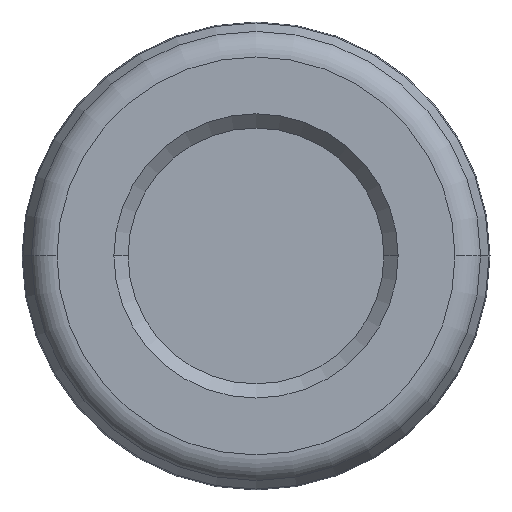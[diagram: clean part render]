
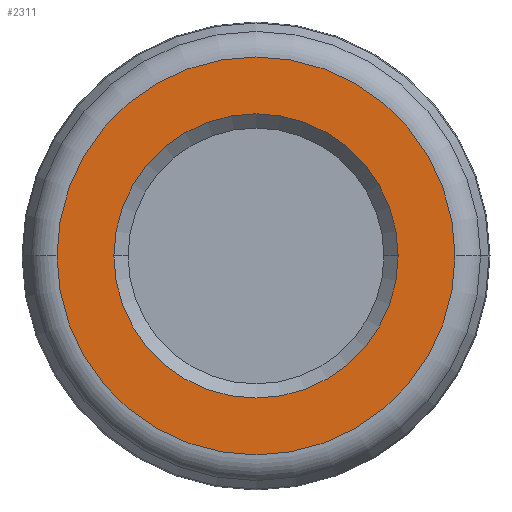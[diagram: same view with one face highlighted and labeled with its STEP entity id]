
A CAD part, top view. The second image highlights one B-rep face of the part: STEP entity #2311.
In plain terms, the highlighted planar face has unit normal (0, 0, 1).
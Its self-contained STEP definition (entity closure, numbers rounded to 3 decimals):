
#15=CARTESIAN_POINT('',(0.,0.,
11.72));
#16=DIRECTION('',(0.,0.,-1.));
#17=DIRECTION('',(0.,-1.,0.));
#18=AXIS2_PLACEMENT_3D('',#15,#16,#17);
#20=CARTESIAN_POINT('',(0.,0.,
11.72));
#21=DIRECTION('',(0.,0.,-1.));
#22=DIRECTION('',(-1.,0.,0.));
#23=AXIS2_PLACEMENT_3D('',#20,#21,#22);
#25=CARTESIAN_POINT('',(0.,0.,
11.72));
#26=DIRECTION('',(0.,0.,-1.));
#27=DIRECTION('',(1.,0.,0.));
#28=AXIS2_PLACEMENT_3D('',#25,#26,#27);
#30=CARTESIAN_POINT('',(0.,0.,
11.72));
#31=DIRECTION('',(0.,0.,1.));
#32=DIRECTION('',(-1.,0.,0.));
#33=AXIS2_PLACEMENT_3D('',#30,#31,#32);
#35=CARTESIAN_POINT('',(0.,0.,
11.72));
#36=DIRECTION('',(0.,0.,1.));
#37=DIRECTION('',(1.,0.,0.));
#38=AXIS2_PLACEMENT_3D('',#35,#36,#37);
#2097=CARTESIAN_POINT('',(-21.,0.,
11.72));
#2098=CARTESIAN_POINT('',(21.,0.,
11.72));
#2099=VERTEX_POINT('',#2097);
#2100=VERTEX_POINT('',#2098);
#2101=CARTESIAN_POINT('',(0.,-21.,
11.72));
#2102=VERTEX_POINT('',#2101);
#2103=CARTESIAN_POINT('',(-15.,0.,
11.72));
#2104=CARTESIAN_POINT('',(15.,0.,
11.72));
#2105=VERTEX_POINT('',#2103);
#2106=VERTEX_POINT('',#2104);
#2293=CARTESIAN_POINT('',(0.,0.,11.72));
#2294=DIRECTION('',(0.,0.,1.));
#2295=DIRECTION('',(1.,0.,0.));
#2296=AXIS2_PLACEMENT_3D('',#2293,#2294,#2295);
#2297=PLANE('',#2296);
#2299=ORIENTED_EDGE('',*,*,#2298,.T.);
#2300=ORIENTED_EDGE('',*,*,#2283,.T.);
#2302=ORIENTED_EDGE('',*,*,#2301,.T.);
#2303=EDGE_LOOP('',(#2299,#2300,#2302));
#2304=FACE_OUTER_BOUND('',#2303,.F.);
#2306=ORIENTED_EDGE('',*,*,#2305,.T.);
#2308=ORIENTED_EDGE('',*,*,#2307,.T.);
#2309=EDGE_LOOP('',(#2306,#2308));
#2310=FACE_BOUND('',#2309,.F.);
#2311=ADVANCED_FACE('',(#2304,#2310),#2297,.T.);
#19=CIRCLE('',#18,21.);
#24=CIRCLE('',#23,21.);
#29=CIRCLE('',#28,21.);
#34=CIRCLE('',#33,15.);
#39=CIRCLE('',#38,15.);
#2283=EDGE_CURVE('',#2099,#2100,#24,.T.);
#2298=EDGE_CURVE('',#2102,#2099,#19,.T.);
#2301=EDGE_CURVE('',#2100,#2102,#29,.T.);
#2305=EDGE_CURVE('',#2105,#2106,#34,.T.);
#2307=EDGE_CURVE('',#2106,#2105,#39,.T.);
